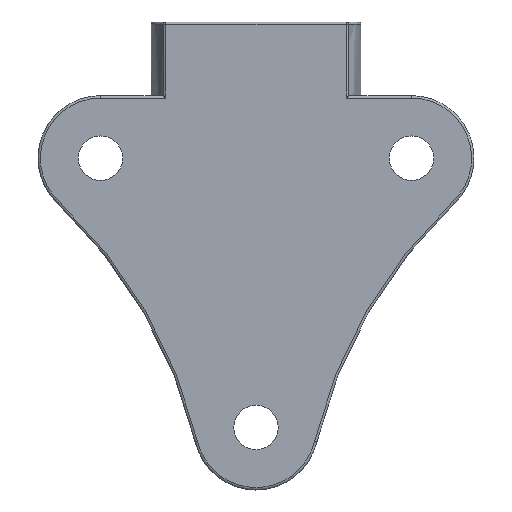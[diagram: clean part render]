
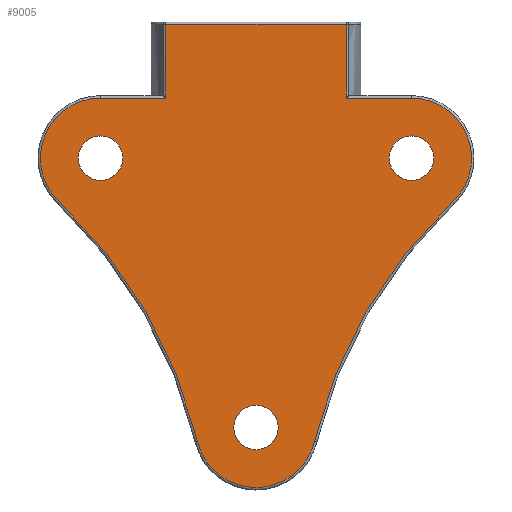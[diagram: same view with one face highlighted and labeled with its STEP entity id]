
A CAD part, front view. The second image highlights one B-rep face of the part: STEP entity #9005.
In plain terms, the highlighted planar face has unit normal (0, -1, 0).
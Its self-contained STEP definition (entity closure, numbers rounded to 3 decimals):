
#27 = EDGE_CURVE ( 'NONE', #8504, #1227, #742, .T. ) ;
#127 = CARTESIAN_POINT ( 'NONE',  ( 19.269, -13., -16.875 ) ) ;
#184 = PLANE ( 'NONE',  #916 ) ;
#223 = VERTEX_POINT ( 'NONE', #6711 ) ;
#234 = AXIS2_PLACEMENT_3D ( 'NONE', #4634, #428, #5327 ) ;
#342 = VECTOR ( 'NONE', #3707, 1000. ) ;
#369 = CARTESIAN_POINT ( 'NONE',  ( 0., -13., -50.25 ) ) ;
#392 = VERTEX_POINT ( 'NONE', #7407 ) ;
#428 = DIRECTION ( 'NONE',  ( 0., -1., 0. ) ) ;
#433 = FACE_BOUND ( 'NONE', #8978, .T. ) ;
#596 = DIRECTION ( 'NONE',  ( -1., 0., 0. ) ) ;
#623 = VERTEX_POINT ( 'NONE', #6767 ) ;
#646 = VECTOR ( 'NONE', #1792, 1000. ) ;
#666 = EDGE_LOOP ( 'NONE', ( #6550, #1938 ) ) ;
#673 = EDGE_CURVE ( 'NONE', #3242, #623, #4551, .T. ) ;
#741 = EDGE_CURVE ( 'NONE', #6227, #1820, #6404, .T. ) ;
#742 = LINE ( 'NONE', #6759, #7996 ) ;
#797 = EDGE_CURVE ( 'NONE', #5737, #8274, #4324, .T. ) ;
#813 = VECTOR ( 'NONE', #3928, 1000. ) ;
#821 = DIRECTION ( 'NONE',  ( 0., -1., 0. ) ) ;
#833 = ORIENTED_EDGE ( 'NONE', *, *, #797, .T. ) ;
#840 = DIRECTION ( 'NONE',  ( 0., 0., 1. ) ) ;
#916 = AXIS2_PLACEMENT_3D ( 'NONE', #5802, #7203, #3015 ) ;
#1054 = AXIS2_PLACEMENT_3D ( 'NONE', #5352, #1166, #6066 ) ;
#1078 = DIRECTION ( 'NONE',  ( 0., 0., 1. ) ) ;
#1080 = VERTEX_POINT ( 'NONE', #5698 ) ;
#1115 = DIRECTION ( 'NONE',  ( 0., 1., 0. ) ) ;
#1166 = DIRECTION ( 'NONE',  ( 0., 1., 0. ) ) ;
#1223 = ORIENTED_EDGE ( 'NONE', *, *, #8295, .T. ) ;
#1227 = VERTEX_POINT ( 'NONE', #7901 ) ;
#1252 = EDGE_CURVE ( 'NONE', #223, #392, #3225, .T. ) ;
#1316 = DIRECTION ( 'NONE',  ( 0., -1., 0. ) ) ;
#1466 = CARTESIAN_POINT ( 'NONE',  ( 0., -13., -50.25 ) ) ;
#1483 = CARTESIAN_POINT ( 'NONE',  ( 19.269, -13., -14.125 ) ) ;
#1574 = CARTESIAN_POINT ( 'NONE',  ( -19.269, -13., -9.425 ) ) ;
#1792 = DIRECTION ( 'NONE',  ( 0., 0., 1. ) ) ;
#1820 = VERTEX_POINT ( 'NONE', #7134 ) ;
#1847 = VERTEX_POINT ( 'NONE', #4357 ) ;
#1905 = EDGE_CURVE ( 'NONE', #3567, #5430, #2102, .T. ) ;
#1938 = ORIENTED_EDGE ( 'NONE', *, *, #1252, .T. ) ;
#2102 = CIRCLE ( 'NONE', #2689, 7.45 ) ;
#2169 = DIRECTION ( 'NONE',  ( 0., 0., 1. ) ) ;
#2198 = CARTESIAN_POINT ( 'NONE',  ( 65.885, -13., -66.039 ) ) ;
#2298 = CARTESIAN_POINT ( 'NONE',  ( -24.395, -13., -22.281 ) ) ;
#2368 = LINE ( 'NONE', #8935, #5882 ) ;
#2487 = CARTESIAN_POINT ( 'NONE',  ( 11.2, -13., -16.875 ) ) ;
#2689 = AXIS2_PLACEMENT_3D ( 'NONE', #5516, #1316, #6221 ) ;
#2921 = DIRECTION ( 'NONE',  ( 0., 0., 1. ) ) ;
#2989 = CIRCLE ( 'NONE', #4647, 2.75 ) ;
#3015 = DIRECTION ( 'NONE',  ( 0., 0., 1. ) ) ;
#3153 = EDGE_LOOP ( 'NONE', ( #3904, #8210, #833, #1223, #5768, #5537, #7374, #6540, #5966, #6572 ) ) ;
#3225 = CIRCLE ( 'NONE', #5874, 2.75 ) ;
#3242 = VERTEX_POINT ( 'NONE', #3257 ) ;
#3257 = CARTESIAN_POINT ( 'NONE',  ( -19.269, -13., -14.125 ) ) ;
#3271 = EDGE_CURVE ( 'NONE', #3907, #1847, #4346, .T. ) ;
#3347 = EDGE_CURVE ( 'NONE', #623, #3242, #4108, .T. ) ;
#3465 = EDGE_CURVE ( 'NONE', #5430, #6227, #5111, .T. ) ;
#3523 = AXIS2_PLACEMENT_3D ( 'NONE', #5018, #821, #5725 ) ;
#3537 = AXIS2_PLACEMENT_3D ( 'NONE', #127, #5035, #840 ) ;
#3567 = VERTEX_POINT ( 'NONE', #1574 ) ;
#3599 = DIRECTION ( 'NONE',  ( 0., 1., 0. ) ) ;
#3670 = DIRECTION ( 'NONE',  ( 0., 1., 0. ) ) ;
#3707 = DIRECTION ( 'NONE',  ( 0., 0., -1. ) ) ;
#3757 = CIRCLE ( 'NONE', #3537, 2.75 ) ;
#3797 = ORIENTED_EDGE ( 'NONE', *, *, #3271, .T. ) ;
#3904 = ORIENTED_EDGE ( 'NONE', *, *, #27, .T. ) ;
#3907 = VERTEX_POINT ( 'NONE', #1483 ) ;
#3928 = DIRECTION ( 'NONE',  ( -1., 0., 0. ) ) ;
#3964 = EDGE_CURVE ( 'NONE', #1080, #3567, #2368, .T. ) ;
#4108 = CIRCLE ( 'NONE', #5263, 2.75 ) ;
#4154 = FACE_OUTER_BOUND ( 'NONE', #3153, .T. ) ;
#4249 = EDGE_CURVE ( 'NONE', #4963, #8504, #8877, .T. ) ;
#4324 = LINE ( 'NONE', #7416, #813 ) ;
#4346 = CIRCLE ( 'NONE', #1054, 2.75 ) ;
#4357 = CARTESIAN_POINT ( 'NONE',  ( 19.269, -13., -19.625 ) ) ;
#4401 = FACE_BOUND ( 'NONE', #666, .T. ) ;
#4402 = CARTESIAN_POINT ( 'NONE',  ( -11.2, -13., -0.3 ) ) ;
#4480 = DIRECTION ( 'NONE',  ( -1., 0., 0. ) ) ;
#4551 = CIRCLE ( 'NONE', #8363, 2.75 ) ;
#4634 = CARTESIAN_POINT ( 'NONE',  ( 0., -13., -50.25 ) ) ;
#4647 = AXIS2_PLACEMENT_3D ( 'NONE', #369, #5261, #1078 ) ;
#4963 = VERTEX_POINT ( 'NONE', #7598 ) ;
#5018 = CARTESIAN_POINT ( 'NONE',  ( 19.269, -13., -16.875 ) ) ;
#5035 = DIRECTION ( 'NONE',  ( 0., 1., 0. ) ) ;
#5111 = CIRCLE ( 'NONE', #7595, 60.3 ) ;
#5258 = CIRCLE ( 'NONE', #6250, 60.3 ) ;
#5261 = DIRECTION ( 'NONE',  ( 0., 1., 0. ) ) ;
#5263 = AXIS2_PLACEMENT_3D ( 'NONE', #7784, #3599, #8497 ) ;
#5301 = CARTESIAN_POINT ( 'NONE',  ( -19.269, -13., -16.875 ) ) ;
#5327 = DIRECTION ( 'NONE',  ( 0., 0., 1. ) ) ;
#5352 = CARTESIAN_POINT ( 'NONE',  ( 19.269, -13., -16.875 ) ) ;
#5408 = ORIENTED_EDGE ( 'NONE', *, *, #3347, .T. ) ;
#5430 = VERTEX_POINT ( 'NONE', #2298 ) ;
#5516 = CARTESIAN_POINT ( 'NONE',  ( -19.269, -13., -16.875 ) ) ;
#5522 = ORIENTED_EDGE ( 'NONE', *, *, #673, .T. ) ;
#5537 = ORIENTED_EDGE ( 'NONE', *, *, #1905, .T. ) ;
#5698 = CARTESIAN_POINT ( 'NONE',  ( -11.2, -13., -9.425 ) ) ;
#5725 = DIRECTION ( 'NONE',  ( 0., 0., 1. ) ) ;
#5737 = VERTEX_POINT ( 'NONE', #6265 ) ;
#5768 = ORIENTED_EDGE ( 'NONE', *, *, #3964, .T. ) ;
#5802 = CARTESIAN_POINT ( 'NONE',  ( 19.269, -13., -16.875 ) ) ;
#5874 = AXIS2_PLACEMENT_3D ( 'NONE', #1466, #6373, #2169 ) ;
#5882 = VECTOR ( 'NONE', #596, 1000. ) ;
#5938 = LINE ( 'NONE', #8594, #342 ) ;
#5966 = ORIENTED_EDGE ( 'NONE', *, *, #6849, .T. ) ;
#6012 = DIRECTION ( 'NONE',  ( 0., 0., 1. ) ) ;
#6066 = DIRECTION ( 'NONE',  ( 0., 0., 1. ) ) ;
#6221 = DIRECTION ( 'NONE',  ( 0., 0., 1. ) ) ;
#6227 = VERTEX_POINT ( 'NONE', #8986 ) ;
#6241 = LINE ( 'NONE', #2487, #646 ) ;
#6250 = AXIS2_PLACEMENT_3D ( 'NONE', #2198, #7098, #2921 ) ;
#6265 = CARTESIAN_POINT ( 'NONE',  ( 11.2, -13., -0.3 ) ) ;
#6334 = CARTESIAN_POINT ( 'NONE',  ( 19.269, -13., -9.425 ) ) ;
#6373 = DIRECTION ( 'NONE',  ( 0., 1., 0. ) ) ;
#6404 = CIRCLE ( 'NONE', #234, 7.45 ) ;
#6540 = ORIENTED_EDGE ( 'NONE', *, *, #741, .T. ) ;
#6550 = ORIENTED_EDGE ( 'NONE', *, *, #7440, .T. ) ;
#6572 = ORIENTED_EDGE ( 'NONE', *, *, #4249, .T. ) ;
#6711 = CARTESIAN_POINT ( 'NONE',  ( 0., -13., -47.5 ) ) ;
#6759 = CARTESIAN_POINT ( 'NONE',  ( 19.269, -13., -9.425 ) ) ;
#6767 = CARTESIAN_POINT ( 'NONE',  ( -19.269, -13., -19.625 ) ) ;
#6849 = EDGE_CURVE ( 'NONE', #1820, #4963, #5258, .T. ) ;
#7039 = EDGE_LOOP ( 'NONE', ( #7524, #3797 ) ) ;
#7098 = DIRECTION ( 'NONE',  ( 0., 1., 0. ) ) ;
#7134 = CARTESIAN_POINT ( 'NONE',  ( 7.245, -13., -51.986 ) ) ;
#7203 = DIRECTION ( 'NONE',  ( 0., 1., 0. ) ) ;
#7374 = ORIENTED_EDGE ( 'NONE', *, *, #3465, .T. ) ;
#7407 = CARTESIAN_POINT ( 'NONE',  ( 0., -13., -53. ) ) ;
#7416 = CARTESIAN_POINT ( 'NONE',  ( -11.5, -13., -0.3 ) ) ;
#7440 = EDGE_CURVE ( 'NONE', #392, #223, #2989, .T. ) ;
#7524 = ORIENTED_EDGE ( 'NONE', *, *, #7677, .T. ) ;
#7538 = EDGE_CURVE ( 'NONE', #1227, #5737, #6241, .T. ) ;
#7595 = AXIS2_PLACEMENT_3D ( 'NONE', #7854, #3670, #8563 ) ;
#7598 = CARTESIAN_POINT ( 'NONE',  ( 24.395, -13., -22.281 ) ) ;
#7677 = EDGE_CURVE ( 'NONE', #1847, #3907, #3757, .T. ) ;
#7784 = CARTESIAN_POINT ( 'NONE',  ( -19.269, -13., -16.875 ) ) ;
#7854 = CARTESIAN_POINT ( 'NONE',  ( -65.885, -13., -66.039 ) ) ;
#7901 = CARTESIAN_POINT ( 'NONE',  ( 11.2, -13., -9.425 ) ) ;
#7905 = FACE_BOUND ( 'NONE', #7039, .T. ) ;
#7996 = VECTOR ( 'NONE', #4480, 1000. ) ;
#8210 = ORIENTED_EDGE ( 'NONE', *, *, #7538, .T. ) ;
#8274 = VERTEX_POINT ( 'NONE', #4402 ) ;
#8295 = EDGE_CURVE ( 'NONE', #8274, #1080, #5938, .T. ) ;
#8363 = AXIS2_PLACEMENT_3D ( 'NONE', #5301, #1115, #6012 ) ;
#8497 = DIRECTION ( 'NONE',  ( 0., 0., 1. ) ) ;
#8504 = VERTEX_POINT ( 'NONE', #6334 ) ;
#8563 = DIRECTION ( 'NONE',  ( 0., 0., 1. ) ) ;
#8594 = CARTESIAN_POINT ( 'NONE',  ( -11.2, -13., -16.875 ) ) ;
#8877 = CIRCLE ( 'NONE', #3523, 7.45 ) ;
#8935 = CARTESIAN_POINT ( 'NONE',  ( 19.269, -13., -9.425 ) ) ;
#8978 = EDGE_LOOP ( 'NONE', ( #5408, #5522 ) ) ;
#8986 = CARTESIAN_POINT ( 'NONE',  ( -7.245, -13., -51.986 ) ) ;
#9005 = ADVANCED_FACE ( 'NONE', ( #7905, #4154, #4401, #433 ), #184, .F. ) ;
